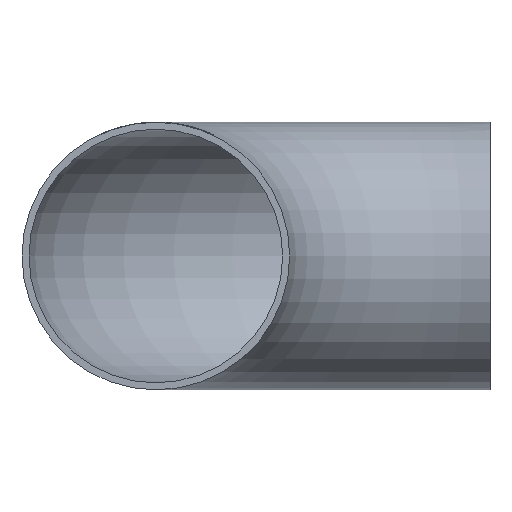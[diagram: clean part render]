
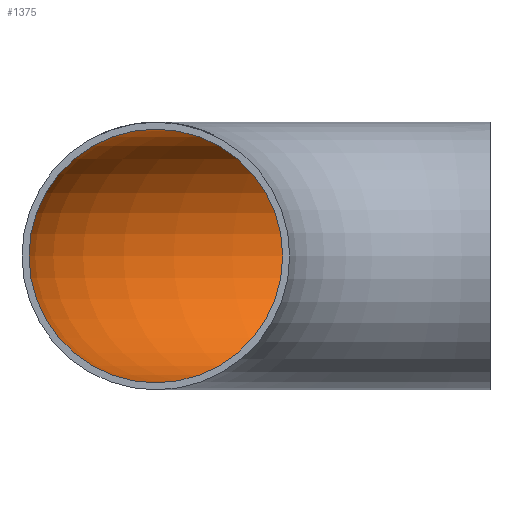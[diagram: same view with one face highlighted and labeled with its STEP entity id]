
A CAD part, front view. The second image highlights one B-rep face of the part: STEP entity #1375.
In plain terms, the highlighted toroidal (fillet/blend) face has major radius 95 mm and minor radius 36.05 mm.
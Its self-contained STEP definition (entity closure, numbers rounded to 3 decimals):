
#56 = EDGE_CURVE ( 'NONE', #1614, #1614, #2728, .T. ) ;
#206 = DIRECTION ( 'NONE',  ( -1., 0., 0. ) ) ;
#426 = CARTESIAN_POINT ( 'NONE',  ( 0., 131.05, 0. ) ) ;
#738 = EDGE_CURVE ( 'NONE', #6788, #6788, #7564, .T. ) ;
#1021 = DIRECTION ( 'NONE',  ( 0., 1., 0. ) ) ;
#1375 = ADVANCED_FACE ( 'NONE', ( #4110, #4015 ), #3680, .F. ) ;
#1433 = AXIS2_PLACEMENT_3D ( 'NONE', #2841, #7789, #206 ) ;
#1614 = VERTEX_POINT ( 'NONE', #426 ) ;
#2341 = DIRECTION ( 'NONE',  ( 1., 0., 0. ) ) ;
#2415 = AXIS2_PLACEMENT_3D ( 'NONE', #6569, #2341, #1021 ) ;
#2728 = CIRCLE ( 'NONE', #2415, 36.05 ) ;
#2841 = CARTESIAN_POINT ( 'NONE',  ( 0., 0., 0. ) ) ;
#3433 = CARTESIAN_POINT ( 'NONE',  ( -95., 0., 0. ) ) ;
#3487 = DIRECTION ( 'NONE',  ( 0., 0., 1. ) ) ;
#3680 = TOROIDAL_SURFACE ( 'NONE', #1433, 95., 36.05 ) ;
#3870 = CARTESIAN_POINT ( 'NONE',  ( -95., 0., 36.05 ) ) ;
#4015 = FACE_OUTER_BOUND ( 'NONE', #7804, .T. ) ;
#4110 = FACE_OUTER_BOUND ( 'NONE', #4466, .T. ) ;
#4194 = AXIS2_PLACEMENT_3D ( 'NONE', #3433, #8367, #3487 ) ;
#4466 = EDGE_LOOP ( 'NONE', ( #4693 ) ) ;
#4693 = ORIENTED_EDGE ( 'NONE', *, *, #56, .T. ) ;
#6086 = ORIENTED_EDGE ( 'NONE', *, *, #738, .F. ) ;
#6569 = CARTESIAN_POINT ( 'NONE',  ( 0., 95., 0. ) ) ;
#6788 = VERTEX_POINT ( 'NONE', #3870 ) ;
#7564 = CIRCLE ( 'NONE', #4194, 36.05 ) ;
#7789 = DIRECTION ( 'NONE',  ( 0., 0., -1. ) ) ;
#7804 = EDGE_LOOP ( 'NONE', ( #6086 ) ) ;
#8367 = DIRECTION ( 'NONE',  ( 0., 1., 0. ) ) ;
